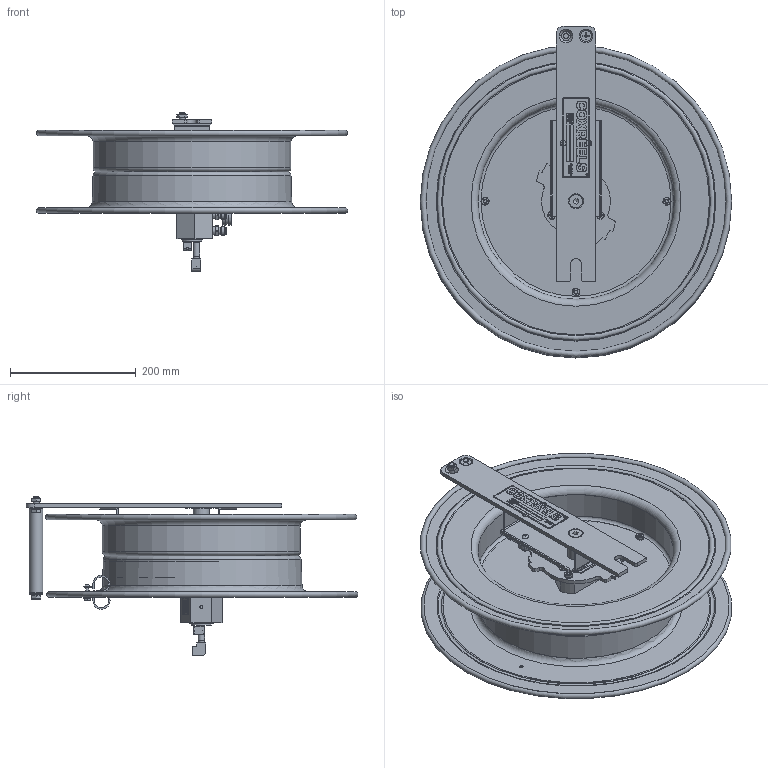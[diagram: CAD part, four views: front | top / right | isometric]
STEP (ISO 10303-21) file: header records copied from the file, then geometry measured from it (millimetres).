
FILE_DESCRIPTION(/* description */ (''),/* implementation_level */ '2;1');
FILE_NAME(/* name */ 'SR19WL-175_SHARED.stp',/* time_stamp */ '2020-03-06T10:06:21-07:00',/* author */ ('NMelton'),/* organization */ (''),/* preprocessor_version */ 'ST-DEVELOPER v17',/* originating_system */ 'Autodesk Inventor 2019',/* authorisation */ '');
FILE_SCHEMA (('AUTOMOTIVE_DESIGN { 1 0 10303 214 3 1 1 }'));
Products named in the file (1): SR19WL-175_SHARED
Bounding box: 495.3 x 527.99 x 252.43 mm (x, y, z)
Surface area: 1262136 mm2 (no closed solid volume)
Topology: 0 solids, 112 shells, 2607 faces, 10604 edges, 7665 vertices
Faces by surface type: plane 1402, bspline 549, cylinder 480, cone 121, torus 50, sphere 5
Full cylindrical faces by diameter (mm): 1.93 x2, 2.54 x1, 3.048 x1, 3.962 x2, 4.75 x1, 4.826 x2, 5.08 x2, 5.182 x1, 5.556 x1, 5.575 x1, 5.588 x3, 6.35 x4, 7.112 x2, 8.89 x3, 9.525 x4, 10.312 x2, 11.557 x4, 12.548 x1, 12.7 x1, 12.859 x1, 14.287 x2, 18.034 x1, 19.05 x1, 20.625 x2, 21.133 x1, 21.336 x1, 25.362 x1, 25.578 x2, 29.87 x1, 31.674 x3
Entity records: 118271 total; most frequent: CARTESIAN_POINT 35573, ORIENTED_EDGE 15948, DIRECTION 13872, EDGE_CURVE 10591, VERTEX_POINT 7665, LINE 6318, VECTOR 6318, AXIS2_PLACEMENT_3D 3777
